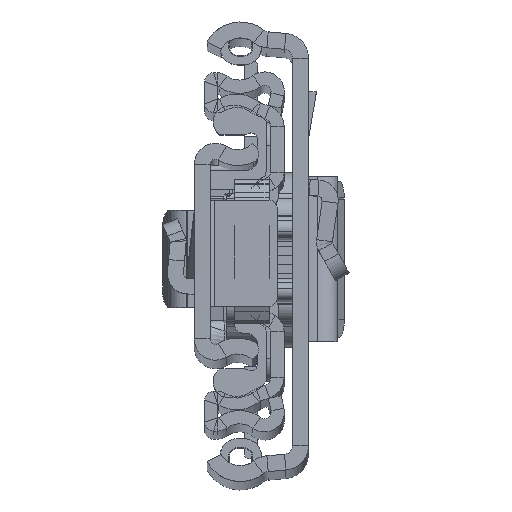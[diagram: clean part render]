
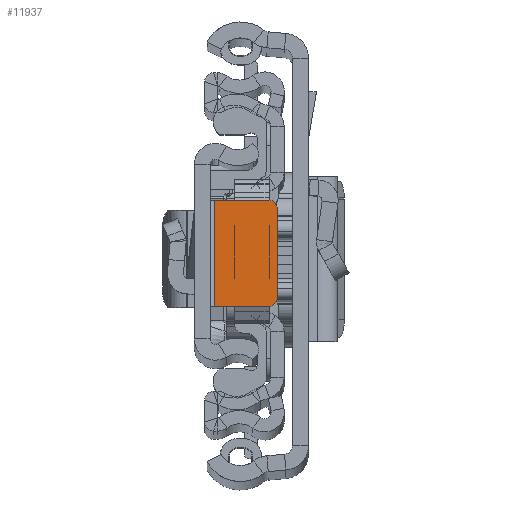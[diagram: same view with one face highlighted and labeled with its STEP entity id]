
A CAD part, top view. The second image highlights one B-rep face of the part: STEP entity #11937.
In plain terms, the highlighted planar face has unit normal (0, 0, 1).
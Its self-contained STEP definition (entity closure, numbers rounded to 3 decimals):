
#428 = VECTOR ( 'NONE', #21369, 1000. ) ;
#1808 = ORIENTED_EDGE ( 'NONE', *, *, #1915, .F. ) ;
#1915 = EDGE_CURVE ( 'NONE', #8514, #22379, #10903, .T. ) ;
#2813 = LINE ( 'NONE', #12075, #428 ) ;
#3420 = CIRCLE ( 'NONE', #16057, 1. ) ;
#3433 = CARTESIAN_POINT ( 'NONE',  ( -9.4, 5.151, -6.8 ) ) ;
#3614 = LINE ( 'NONE', #4057, #17064 ) ;
#3758 = DIRECTION ( 'NONE',  ( 0., -1., 0. ) ) ;
#3832 = VERTEX_POINT ( 'NONE', #3433 ) ;
#4051 = FACE_OUTER_BOUND ( 'NONE', #8724, .T. ) ;
#4057 = CARTESIAN_POINT ( 'NONE',  ( -2.3, 6.151, -6.8 ) ) ;
#4089 = CARTESIAN_POINT ( 'NONE',  ( -8.4, -5.849, -6.8 ) ) ;
#4212 = LINE ( 'NONE', #24766, #17386 ) ;
#4441 = ORIENTED_EDGE ( 'NONE', *, *, #25575, .F. ) ;
#7052 = DIRECTION ( 'NONE',  ( 0., 0., 1. ) ) ;
#7090 = CARTESIAN_POINT ( 'NONE',  ( -8.4, 5.151, -6.8 ) ) ;
#8514 = VERTEX_POINT ( 'NONE', #27240 ) ;
#8724 = EDGE_LOOP ( 'NONE', ( #23552, #20622, #24290, #4441, #1808, #23064 ) ) ;
#10529 = AXIS2_PLACEMENT_3D ( 'NONE', #20915, #7052, #11619 ) ;
#10903 = LINE ( 'NONE', #13034, #18056 ) ;
#11193 = DIRECTION ( 'NONE',  ( 0., 0., 1. ) ) ;
#11346 = PLANE ( 'NONE',  #16282 ) ;
#11499 = DIRECTION ( 'NONE',  ( 1., 0., 0. ) ) ;
#11619 = DIRECTION ( 'NONE',  ( 1., 0., 0. ) ) ;
#11937 = ADVANCED_FACE ( 'NONE', ( #4051 ), #11346, .T. ) ;
#12075 = CARTESIAN_POINT ( 'NONE',  ( -9.4, 6.151, -6.8 ) ) ;
#13034 = CARTESIAN_POINT ( 'NONE',  ( -1.8, 6.151, -6.8 ) ) ;
#13178 = DIRECTION ( 'NONE',  ( 1., 0., 0. ) ) ;
#15142 = VERTEX_POINT ( 'NONE', #28074 ) ;
#16057 = AXIS2_PLACEMENT_3D ( 'NONE', #7090, #11193, #11499 ) ;
#16282 = AXIS2_PLACEMENT_3D ( 'NONE', #20796, #22612, #20335 ) ;
#17064 = VECTOR ( 'NONE', #3758, 1000. ) ;
#17386 = VECTOR ( 'NONE', #20504, 1000. ) ;
#17932 = CARTESIAN_POINT ( 'NONE',  ( -2.3, 6.151, -6.8 ) ) ;
#18056 = VECTOR ( 'NONE', #13178, 1000. ) ;
#18440 = VERTEX_POINT ( 'NONE', #4089 ) ;
#19324 = EDGE_CURVE ( 'NONE', #24764, #18440, #28527, .T. ) ;
#20110 = EDGE_CURVE ( 'NONE', #15142, #18440, #4212, .T. ) ;
#20335 = DIRECTION ( 'NONE',  ( 1., 0., 0. ) ) ;
#20504 = DIRECTION ( 'NONE',  ( -1., 0., 0. ) ) ;
#20622 = ORIENTED_EDGE ( 'NONE', *, *, #19324, .T. ) ;
#20735 = EDGE_CURVE ( 'NONE', #24764, #3832, #2813, .T. ) ;
#20796 = CARTESIAN_POINT ( 'NONE',  ( 0., 0., -6.8 ) ) ;
#20915 = CARTESIAN_POINT ( 'NONE',  ( -8.4, -4.849, -6.8 ) ) ;
#21369 = DIRECTION ( 'NONE',  ( 0., 1., 0. ) ) ;
#22379 = VERTEX_POINT ( 'NONE', #17932 ) ;
#22612 = DIRECTION ( 'NONE',  ( 0., 0., 1. ) ) ;
#23064 = ORIENTED_EDGE ( 'NONE', *, *, #24640, .T. ) ;
#23552 = ORIENTED_EDGE ( 'NONE', *, *, #20735, .F. ) ;
#24290 = ORIENTED_EDGE ( 'NONE', *, *, #20110, .F. ) ;
#24640 = EDGE_CURVE ( 'NONE', #8514, #3832, #3420, .T. ) ;
#24764 = VERTEX_POINT ( 'NONE', #26372 ) ;
#24766 = CARTESIAN_POINT ( 'NONE',  ( -9.4, -5.849, -6.8 ) ) ;
#25575 = EDGE_CURVE ( 'NONE', #22379, #15142, #3614, .T. ) ;
#26372 = CARTESIAN_POINT ( 'NONE',  ( -9.4, -4.849, -6.8 ) ) ;
#27240 = CARTESIAN_POINT ( 'NONE',  ( -8.4, 6.151, -6.8 ) ) ;
#28074 = CARTESIAN_POINT ( 'NONE',  ( -2.3, -5.849, -6.8 ) ) ;
#28527 = CIRCLE ( 'NONE', #10529, 1. ) ;
